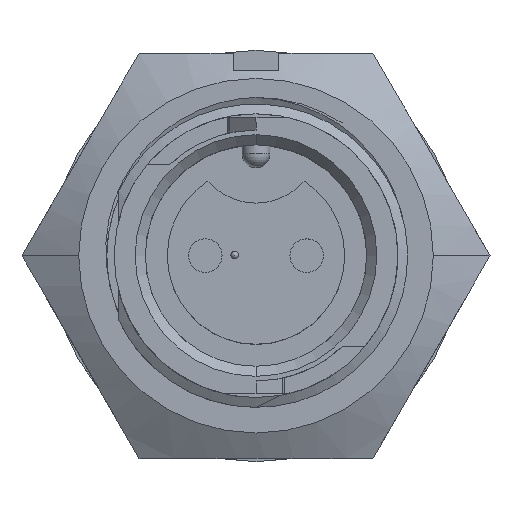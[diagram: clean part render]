
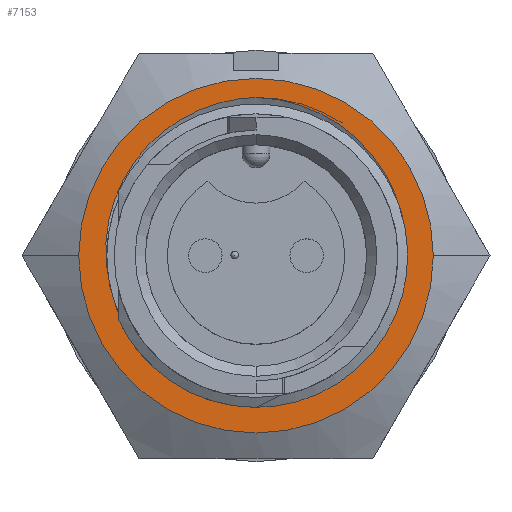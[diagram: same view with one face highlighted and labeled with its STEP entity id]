
A CAD part, top view. The second image highlights one B-rep face of the part: STEP entity #7153.
In plain terms, the highlighted planar face has unit normal (0, 0, 1).
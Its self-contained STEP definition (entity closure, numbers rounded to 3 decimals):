
#108 = CARTESIAN_POINT ( 'NONE',  ( -7.45, -0.91, -6.216 ) ) ;
#115 = CARTESIAN_POINT ( 'NONE',  ( 7.532, -0.351, -6.216 ) ) ;
#198 = VERTEX_POINT ( 'NONE', #5206 ) ;
#298 = CARTESIAN_POINT ( 'NONE',  ( 8.89, 0., -6.216 ) ) ;
#917 = CARTESIAN_POINT ( 'NONE',  ( -5.866, -10.16, -6.216 ) ) ;
#929 = CARTESIAN_POINT ( 'NONE',  ( -5.156, 5.813, -6.216 ) ) ;
#1056 = CARTESIAN_POINT ( 'NONE',  ( -7.4, -1.192, -6.216 ) ) ;
#1088 = EDGE_CURVE ( 'NONE', #198, #11660, #6246, .T. ) ;
#1137 = VERTEX_POINT ( 'NONE', #8578 ) ;
#1148 = B_SPLINE_CURVE_WITH_KNOTS ( 'NONE', 3,
 ( #1758, #1056, #108, #3866, #5532, #5656, #12308, #4659, #9455, #8465, #12244, #3748, #929, #8588, #4727, #2007, #3808, #7657, #5773, #7601 ),
 .UNSPECIFIED., .F., .F.,
 ( 4, 2, 2, 2, 2, 2, 2, 2, 2, 4 ),
 ( 0., 0.001, 0.002, 0.003, 0.005, 0.007, 0.009, 0.01, 0.012, 0.014 ),
 .UNSPECIFIED. ) ;
#1252 = CARTESIAN_POINT ( 'NONE',  ( 6.255, 4.516, -6.216 ) ) ;
#1413 = AXIS2_PLACEMENT_3D ( 'NONE', #1996, #5763, #4834 ) ;
#1758 = CARTESIAN_POINT ( 'NONE',  ( -7.334, -1.47, -6.216 ) ) ;
#1996 = CARTESIAN_POINT ( 'NONE',  ( 0., 0., -6.216 ) ) ;
#2007 = CARTESIAN_POINT ( 'NONE',  ( -2.787, 7.354, -6.216 ) ) ;
#2174 = PLANE ( 'NONE',  #2788 ) ;
#2238 = DIRECTION ( 'NONE',  ( 0., 0., -1. ) ) ;
#2434 = ORIENTED_EDGE ( 'NONE', *, *, #6732, .T. ) ;
#2788 = AXIS2_PLACEMENT_3D ( 'NONE', #917, #2920, #8516 ) ;
#2920 = DIRECTION ( 'NONE',  ( 0., 0., -1. ) ) ;
#2936 = CARTESIAN_POINT ( 'NONE',  ( 0.57, 7.904, -6.216 ) ) ;
#3120 = CARTESIAN_POINT ( 'NONE',  ( 7.537, 0.781, -6.216 ) ) ;
#3417 = DIRECTION ( 'NONE',  ( -1., 0., 0. ) ) ;
#3501 = CARTESIAN_POINT ( 'NONE',  ( 0., 0., -6.216 ) ) ;
#3748 = CARTESIAN_POINT ( 'NONE',  ( -5.552, 5.41, -6.216 ) ) ;
#3808 = CARTESIAN_POINT ( 'NONE',  ( -2.248, 7.557, -6.216 ) ) ;
#3866 = CARTESIAN_POINT ( 'NONE',  ( -7.517, -0.343, -6.216 ) ) ;
#4049 = CARTESIAN_POINT ( 'NONE',  ( 7.047, 2.994, -6.216 ) ) ;
#4108 = CARTESIAN_POINT ( 'NONE',  ( 6.557, 4.028, -6.216 ) ) ;
#4171 = ORIENTED_EDGE ( 'NONE', *, *, #1088, .F. ) ;
#4659 = CARTESIAN_POINT ( 'NONE',  ( -7.225, 2.475, -6.216 ) ) ;
#4681 = VERTEX_POINT ( 'NONE', #7404 ) ;
#4727 = CARTESIAN_POINT ( 'NONE',  ( -3.795, 6.844, -6.216 ) ) ;
#4832 = EDGE_CURVE ( 'NONE', #1137, #9682, #1148, .T. ) ;
#4834 = DIRECTION ( 'NONE',  ( 1., 0., 0. ) ) ;
#4976 = CARTESIAN_POINT ( 'NONE',  ( 0., 7.938, -6.216 ) ) ;
#5030 = CARTESIAN_POINT ( 'NONE',  ( 5.55, 5.413, -6.216 ) ) ;
#5169 = AXIS2_PLACEMENT_3D ( 'NONE', #10754, #2238, #3417 ) ;
#5206 = CARTESIAN_POINT ( 'NONE',  ( -8.89, 0., -6.216 ) ) ;
#5532 = CARTESIAN_POINT ( 'NONE',  ( -7.534, -0.057, -6.216 ) ) ;
#5656 = CARTESIAN_POINT ( 'NONE',  ( -7.536, 0.794, -6.216 ) ) ;
#5721 = CARTESIAN_POINT ( 'NONE',  ( 2.242, 7.558, -6.216 ) ) ;
#5763 = DIRECTION ( 'NONE',  ( 0., 0., 1. ) ) ;
#5773 = CARTESIAN_POINT ( 'NONE',  ( -0.572, 7.92, -6.216 ) ) ;
#5961 = CARTESIAN_POINT ( 'NONE',  ( 5.145, 5.822, -6.216 ) ) ;
#6246 = CIRCLE ( 'NONE', #9235, 8.89 ) ;
#6415 = ORIENTED_EDGE ( 'NONE', *, *, #4832, .T. ) ;
#6644 = DIRECTION ( 'NONE',  ( 0., 0., -1. ) ) ;
#6721 = CARTESIAN_POINT ( 'NONE',  ( 7.23, 2.457, -6.216 ) ) ;
#6732 = EDGE_CURVE ( 'NONE', #9682, #4681, #9891, .T. ) ;
#6782 = CARTESIAN_POINT ( 'NONE',  ( 7.334, -1.47, -6.216 ) ) ;
#6835 = CARTESIAN_POINT ( 'NONE',  ( 2.774, 7.36, -6.216 ) ) ;
#6898 = CARTESIAN_POINT ( 'NONE',  ( 7.466, -0.913, -6.216 ) ) ;
#7153 = ADVANCED_FACE ( 'NONE', ( #7647, #9565 ), #2174, .F. ) ;
#7196 = EDGE_CURVE ( 'NONE', #1137, #4681, #9535, .T. ) ;
#7404 = CARTESIAN_POINT ( 'NONE',  ( 7.334, -1.47, -6.216 ) ) ;
#7510 = EDGE_CURVE ( 'NONE', #11660, #198, #11331, .T. ) ;
#7551 = ORIENTED_EDGE ( 'NONE', *, *, #7510, .F. ) ;
#7601 = CARTESIAN_POINT ( 'NONE',  ( 0., 7.938, -6.216 ) ) ;
#7647 = FACE_BOUND ( 'NONE', #9289, .T. ) ;
#7657 = CARTESIAN_POINT ( 'NONE',  ( -1.142, 7.839, -6.216 ) ) ;
#7844 = CARTESIAN_POINT ( 'NONE',  ( 1.417, 7.769, -6.216 ) ) ;
#8465 = CARTESIAN_POINT ( 'NONE',  ( -6.555, 4.03, -6.216 ) ) ;
#8516 = DIRECTION ( 'NONE',  ( -1., 0., 0. ) ) ;
#8578 = CARTESIAN_POINT ( 'NONE',  ( -7.334, -1.47, -6.216 ) ) ;
#8588 = CARTESIAN_POINT ( 'NONE',  ( -4.27, 6.536, -6.216 ) ) ;
#8777 = ORIENTED_EDGE ( 'NONE', *, *, #7196, .F. ) ;
#9235 = AXIS2_PLACEMENT_3D ( 'NONE', #3501, #6644, #10154 ) ;
#9289 = EDGE_LOOP ( 'NONE', ( #6415, #2434, #8777 ) ) ;
#9455 = CARTESIAN_POINT ( 'NONE',  ( -7.04, 3.009, -6.216 ) ) ;
#9535 = CIRCLE ( 'NONE', #1413, 7.48 ) ;
#9565 = FACE_OUTER_BOUND ( 'NONE', #11332, .T. ) ;
#9682 = VERTEX_POINT ( 'NONE', #4976 ) ;
#9891 = B_SPLINE_CURVE_WITH_KNOTS ( 'NONE', 3,
 ( #11458, #10458, #2936, #11519, #7844, #5721, #6835, #11639, #10643, #5961, #5030, #1252, #4108, #4049, #6721, #11401, #3120, #115, #6898, #6782 ),
 .UNSPECIFIED., .F., .F.,
 ( 4, 2, 2, 2, 2, 2, 2, 2, 2, 4 ),
 ( 0., 0.001, 0.002, 0.003, 0.005, 0.007, 0.009, 0.01, 0.012, 0.014 ),
 .UNSPECIFIED. ) ;
#10154 = DIRECTION ( 'NONE',  ( -1., 0., 0. ) ) ;
#10458 = CARTESIAN_POINT ( 'NONE',  ( 0.286, 7.929, -6.216 ) ) ;
#10643 = CARTESIAN_POINT ( 'NONE',  ( 4.269, 6.536, -6.216 ) ) ;
#10754 = CARTESIAN_POINT ( 'NONE',  ( 0., 0., -6.216 ) ) ;
#11331 = CIRCLE ( 'NONE', #5169, 8.89 ) ;
#11332 = EDGE_LOOP ( 'NONE', ( #4171, #7551 ) ) ;
#11401 = CARTESIAN_POINT ( 'NONE',  ( 7.475, 1.355, -6.216 ) ) ;
#11458 = CARTESIAN_POINT ( 'NONE',  ( 0., 7.938, -6.216 ) ) ;
#11519 = CARTESIAN_POINT ( 'NONE',  ( 1.136, 7.824, -6.216 ) ) ;
#11639 = CARTESIAN_POINT ( 'NONE',  ( 3.795, 6.845, -6.216 ) ) ;
#11660 = VERTEX_POINT ( 'NONE', #298 ) ;
#12244 = CARTESIAN_POINT ( 'NONE',  ( -6.251, 4.521, -6.216 ) ) ;
#12308 = CARTESIAN_POINT ( 'NONE',  ( -7.475, 1.358, -6.216 ) ) ;
